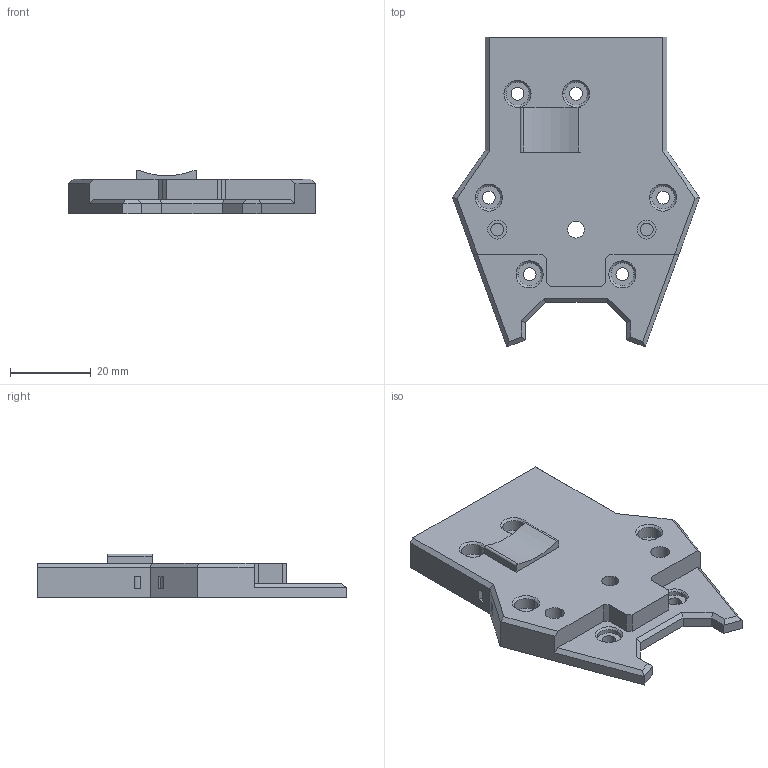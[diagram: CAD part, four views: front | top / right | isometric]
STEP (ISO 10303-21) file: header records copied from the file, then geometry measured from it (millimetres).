
FILE_DESCRIPTION(/* description */ ('STEP AP242','CAx-IF Rec.Pracs.---Representation and Presentation of Product Manufacturing Information (PMI)---4.0---2014-10-13','CAx-IF Rec.Pracs.---3D Tessellated Geometry---0.4---2014-09-14','2;1'),/* implementation_level */ '2;1');
FILE_NAME(/* name */ '65385939cd1c704aa4252c01',/* time_stamp */ '2023-10-24T23:54:34Z',/* author */ (''),/* organization */ (''),/* preprocessor_version */ 'ST-DEVELOPER v19.4',/* originating_system */ ' ',/* authorisation */ ' ');
FILE_SCHEMA (('AP242_MANAGED_MODEL_BASED_3D_ENGINEERING_MIM_LF { 1 0 10303 442 1 1 4 }'));
Length unit declared in the file: metre
Products named in the file (1): Orbiter 2
Bounding box: 61.18 x 76.68 x 10.76 mm (x, y, z)
Volume: 24841.4 mm3; surface area: 9695.4 mm2
Topology: 1 solids, 1 shells, 116 faces, 291 edges, 188 vertices
Faces by surface type: plane 61, cylinder 43, cone 12
Entity records: 3537 total; most frequent: DIRECTION 629, CARTESIAN_POINT 596, ORIENTED_EDGE 582, EDGE_CURVE 291, AXIS2_PLACEMENT_3D 221, VERTEX_POINT 188, LINE 187, VECTOR 187
